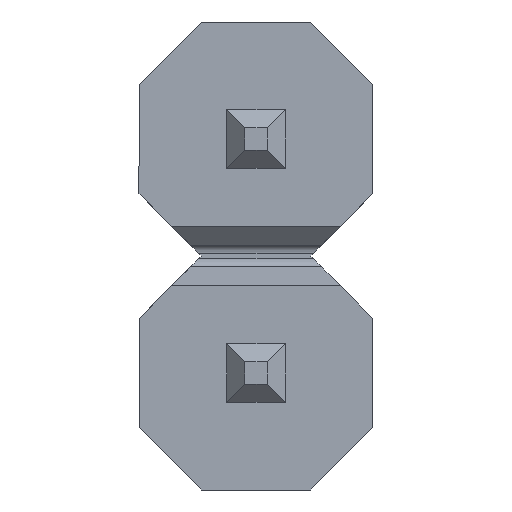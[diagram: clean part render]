
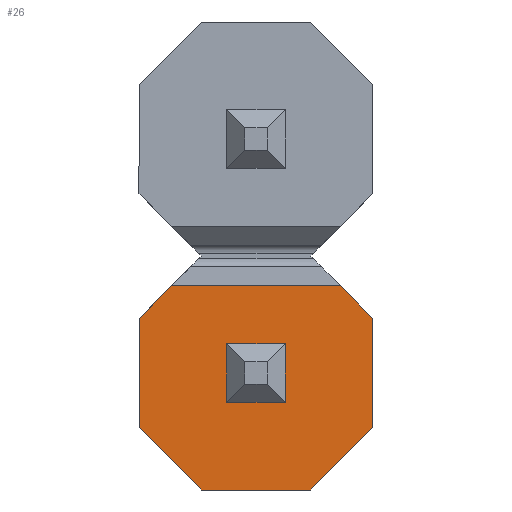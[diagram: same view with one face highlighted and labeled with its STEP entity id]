
A CAD part, left-side view. The second image highlights one B-rep face of the part: STEP entity #26.
In plain terms, the highlighted planar face has unit normal (-1, 0, 0).
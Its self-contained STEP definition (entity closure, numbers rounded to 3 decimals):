
#26 = ADVANCED_FACE ( 'NONE', ( #131, #141 ), #252, .F. ) ;
#107 = EDGE_CURVE ( 'NONE', #1085, #1083, #642, .T. ) ;
#117 = EDGE_CURVE ( 'NONE', #1087, #1086, #660, .T. ) ;
#131 = FACE_BOUND ( 'NONE', #1146, .T. ) ;
#141 = FACE_OUTER_BOUND ( 'NONE', #1093, .T. ) ;
#237 = DIRECTION ( 'NONE',  ( 1., 0., 0. ) ) ;
#250 = CARTESIAN_POINT ( 'NONE',  ( 0., 0., 0. ) ) ;
#252 = PLANE ( 'NONE',  #1519 ) ;
#283 = DIRECTION ( 'NONE',  ( 0., 0., -1. ) ) ;
#516 = DIRECTION ( 'NONE',  ( 0., 0.707, -0.707 ) ) ;
#523 = CARTESIAN_POINT ( 'NONE',  ( 0., -0.337, -0.337 ) ) ;
#535 = DIRECTION ( 'NONE',  ( 0., -0.707, -0.707 ) ) ;
#547 = CARTESIAN_POINT ( 'NONE',  ( 0., 0.337, -0.337 ) ) ;
#570 = EDGE_CURVE ( 'NONE', #1017, #1087, #666, .T. ) ;
#642 = LINE ( 'NONE', #1780, #645 ) ;
#645 = VECTOR ( 'NONE', #1773, 1000. ) ;
#660 = LINE ( 'NONE', #2083, #665 ) ;
#665 = VECTOR ( 'NONE', #1907, 1000. ) ;
#666 = LINE ( 'NONE', #1904, #673 ) ;
#673 = VECTOR ( 'NONE', #2086, 1000. ) ;
#712 = LINE ( 'NONE', #2023, #717 ) ;
#717 = VECTOR ( 'NONE', #2017, 1000. ) ;
#718 = LINE ( 'NONE', #2084, #721 ) ;
#721 = VECTOR ( 'NONE', #2058, 1000. ) ;
#736 = LINE ( 'NONE', #1884, #747 ) ;
#747 = VECTOR ( 'NONE', #1974, 1000. ) ;
#762 = LINE ( 'NONE', #1807, #765 ) ;
#765 = VECTOR ( 'NONE', #1814, 1000. ) ;
#774 = LINE ( 'NONE', #1748, #780 ) ;
#780 = VECTOR ( 'NONE', #1750, 1000. ) ;
#801 = LINE ( 'NONE', #1774, #804 ) ;
#804 = VECTOR ( 'NONE', #2038, 1000. ) ;
#809 = LINE ( 'NONE', #2031, #821 ) ;
#821 = VECTOR ( 'NONE', #1942, 1000. ) ;
#876 = LINE ( 'NONE', #523, #879 ) ;
#879 = VECTOR ( 'NONE', #516, 1000. ) ;
#886 = LINE ( 'NONE', #547, #889 ) ;
#889 = VECTOR ( 'NONE', #535, 1000. ) ;
#931 = EDGE_CURVE ( 'NONE', #1068, #1089, #712, .T. ) ;
#933 = EDGE_CURVE ( 'NONE', #1083, #1082, #718, .T. ) ;
#946 = EDGE_CURVE ( 'NONE', #1026, #1085, #736, .T. ) ;
#956 = EDGE_CURVE ( 'NONE', #1089, #1082, #762, .T. ) ;
#1017 = VERTEX_POINT ( 'NONE', #1914 ) ;
#1026 = VERTEX_POINT ( 'NONE', #1837 ) ;
#1029 = VERTEX_POINT ( 'NONE', #1819 ) ;
#1039 = VERTEX_POINT ( 'NONE', #1857 ) ;
#1068 = VERTEX_POINT ( 'NONE', #1789 ) ;
#1082 = VERTEX_POINT ( 'NONE', #1927 ) ;
#1083 = VERTEX_POINT ( 'NONE', #1928 ) ;
#1085 = VERTEX_POINT ( 'NONE', #1924 ) ;
#1086 = VERTEX_POINT ( 'NONE', #1925 ) ;
#1087 = VERTEX_POINT ( 'NONE', #2051 ) ;
#1089 = VERTEX_POINT ( 'NONE', #1934 ) ;
#1090 = VERTEX_POINT ( 'NONE', #1816 ) ;
#1093 = EDGE_LOOP ( 'NONE', ( #1389, #1338, #1382, #1331, #1465, #1333, #1439, #1376 ) ) ;
#1146 = EDGE_LOOP ( 'NONE', ( #1364, #1362, #1397, #1464 ) ) ;
#1331 = ORIENTED_EDGE ( 'NONE', *, *, #107, .T. ) ;
#1333 = ORIENTED_EDGE ( 'NONE', *, *, #956, .F. ) ;
#1338 = ORIENTED_EDGE ( 'NONE', *, *, #2130, .T. ) ;
#1348 = EDGE_CURVE ( 'NONE', #1017, #1090, #774, .T. ) ;
#1362 = ORIENTED_EDGE ( 'NONE', *, *, #1447, .T. ) ;
#1364 = ORIENTED_EDGE ( 'NONE', *, *, #1348, .T. ) ;
#1376 = ORIENTED_EDGE ( 'NONE', *, *, #2136, .F. ) ;
#1382 = ORIENTED_EDGE ( 'NONE', *, *, #946, .T. ) ;
#1389 = ORIENTED_EDGE ( 'NONE', *, *, #1415, .F. ) ;
#1397 = ORIENTED_EDGE ( 'NONE', *, *, #117, .F. ) ;
#1415 = EDGE_CURVE ( 'NONE', #1029, #1039, #801, .T. ) ;
#1439 = ORIENTED_EDGE ( 'NONE', *, *, #931, .F. ) ;
#1447 = EDGE_CURVE ( 'NONE', #1090, #1086, #809, .T. ) ;
#1464 = ORIENTED_EDGE ( 'NONE', *, *, #570, .F. ) ;
#1465 = ORIENTED_EDGE ( 'NONE', *, *, #933, .T. ) ;
#1519 = AXIS2_PLACEMENT_3D ( 'NONE', #250, #237, #283 ) ;
#1748 = CARTESIAN_POINT ( 'NONE',  ( 0., 0., -2.22 ) ) ;
#1750 = DIRECTION ( 'NONE',  ( 0., -1., 0. ) ) ;
#1773 = DIRECTION ( 'NONE',  ( 0., -0.707, -0.707 ) ) ;
#1774 = CARTESIAN_POINT ( 'NONE',  ( 0., 0., -1.594 ) ) ;
#1780 = CARTESIAN_POINT ( 'NONE',  ( 0., 2.203, -2.203 ) ) ;
#1789 = CARTESIAN_POINT ( 'NONE',  ( 0., -1.27, -1.945 ) ) ;
#1807 = CARTESIAN_POINT ( 'NONE',  ( 0., -2.203, -2.203 ) ) ;
#1814 = DIRECTION ( 'NONE',  ( 0., 0.707, -0.707 ) ) ;
#1816 = CARTESIAN_POINT ( 'NONE',  ( 0., -0.32, -2.22 ) ) ;
#1819 = CARTESIAN_POINT ( 'NONE',  ( 0., 0.919, -1.594 ) ) ;
#1837 = CARTESIAN_POINT ( 'NONE',  ( 0., 1.27, -1.945 ) ) ;
#1857 = CARTESIAN_POINT ( 'NONE',  ( 0., -0.919, -1.594 ) ) ;
#1884 = CARTESIAN_POINT ( 'NONE',  ( 0., 1.27, 0. ) ) ;
#1904 = CARTESIAN_POINT ( 'NONE',  ( 0., 0.32, 0. ) ) ;
#1907 = DIRECTION ( 'NONE',  ( 0., -1., 0. ) ) ;
#1914 = CARTESIAN_POINT ( 'NONE',  ( 0., 0.32, -2.22 ) ) ;
#1924 = CARTESIAN_POINT ( 'NONE',  ( 0., 1.27, -3.135 ) ) ;
#1925 = CARTESIAN_POINT ( 'NONE',  ( 0., -0.32, -2.86 ) ) ;
#1927 = CARTESIAN_POINT ( 'NONE',  ( 0., -0.595, -3.81 ) ) ;
#1928 = CARTESIAN_POINT ( 'NONE',  ( 0., 0.595, -3.81 ) ) ;
#1934 = CARTESIAN_POINT ( 'NONE',  ( 0., -1.27, -3.135 ) ) ;
#1942 = DIRECTION ( 'NONE',  ( 0., 0., -1. ) ) ;
#1974 = DIRECTION ( 'NONE',  ( 0., 0., -1. ) ) ;
#2017 = DIRECTION ( 'NONE',  ( 0., 0., -1. ) ) ;
#2023 = CARTESIAN_POINT ( 'NONE',  ( 0., -1.27, 0. ) ) ;
#2031 = CARTESIAN_POINT ( 'NONE',  ( 0., -0.32, 0. ) ) ;
#2038 = DIRECTION ( 'NONE',  ( 0., -1., 0. ) ) ;
#2051 = CARTESIAN_POINT ( 'NONE',  ( 0., 0.32, -2.86 ) ) ;
#2058 = DIRECTION ( 'NONE',  ( 0., -1., 0. ) ) ;
#2083 = CARTESIAN_POINT ( 'NONE',  ( 0., 0., -2.86 ) ) ;
#2084 = CARTESIAN_POINT ( 'NONE',  ( 0., 0., -3.81 ) ) ;
#2086 = DIRECTION ( 'NONE',  ( 0., 0., -1. ) ) ;
#2130 = EDGE_CURVE ( 'NONE', #1029, #1026, #876, .T. ) ;
#2136 = EDGE_CURVE ( 'NONE', #1039, #1068, #886, .T. ) ;
